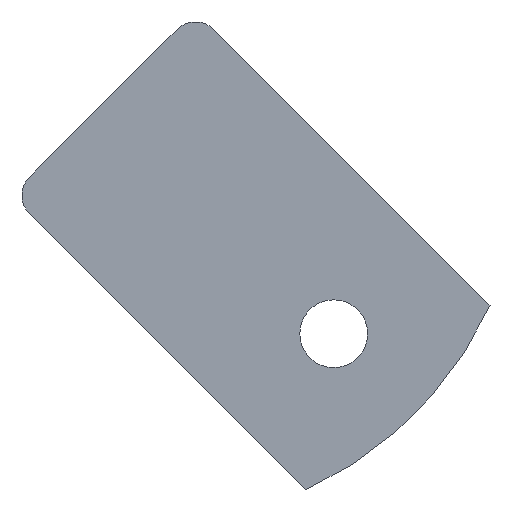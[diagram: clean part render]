
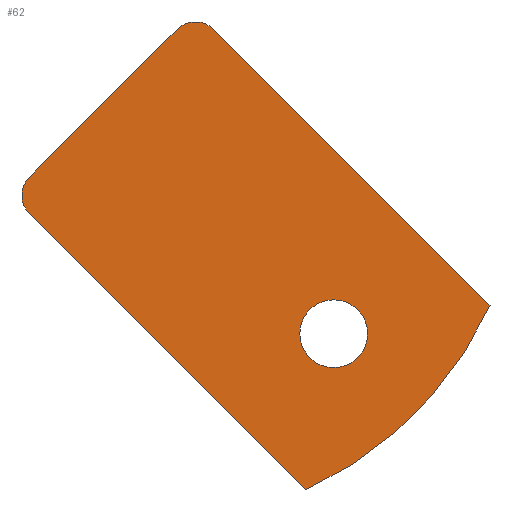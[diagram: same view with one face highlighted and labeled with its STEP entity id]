
A CAD part, front view. The second image highlights one B-rep face of the part: STEP entity #62.
In plain terms, the highlighted planar face has unit normal (0, -1, 0).
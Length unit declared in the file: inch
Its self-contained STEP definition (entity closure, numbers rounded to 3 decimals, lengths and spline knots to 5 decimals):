
#8 = CARTESIAN_POINT ( 'NONE',  ( -0.53033, -0.11811, -0.17678 ) ) ;
#13 = EDGE_CURVE ( 'NONE', #597, #533, #615, .T. ) ;
#16 = DIRECTION ( 'NONE',  ( 0., 1., 0. ) ) ;
#17 = AXIS2_PLACEMENT_3D ( 'NONE', #523, #321, #372 ) ;
#26 = EDGE_CURVE ( 'NONE', #533, #97, #432, .T. ) ;
#34 = ORIENTED_EDGE ( 'NONE', *, *, #13, .F. ) ;
#37 = EDGE_LOOP ( 'NONE', ( #337, #506, #375, #34, #456, #619 ) ) ;
#42 = CIRCLE ( 'NONE', #345, 0.13 ) ;
#51 = CARTESIAN_POINT ( 'NONE',  ( 0., -0.11811, 0. ) ) ;
#54 = DIRECTION ( 'NONE',  ( 0., 0., 1. ) ) ;
#62 = ADVANCED_FACE ( 'NONE', ( #519, #149 ), #414, .F. ) ;
#68 = VERTEX_POINT ( 'NONE', #98 ) ;
#91 = CARTESIAN_POINT ( 'NONE',  ( 0.10607, -0.11811, 0.45962 ) ) ;
#95 = DIRECTION ( 'NONE',  ( 0., 1., 0. ) ) ;
#97 = VERTEX_POINT ( 'NONE', #611 ) ;
#98 = CARTESIAN_POINT ( 'NONE',  ( -0.45962, -0.11811, -0.10607 ) ) ;
#149 = FACE_BOUND ( 'NONE', #398, .T. ) ;
#155 = ORIENTED_EDGE ( 'NONE', *, *, #494, .T. ) ;
#160 = VECTOR ( 'NONE', #208, 39.37008 ) ;
#169 = AXIS2_PLACEMENT_3D ( 'NONE', #374, #521, #54 ) ;
#171 = VERTEX_POINT ( 'NONE', #481 ) ;
#176 = EDGE_CURVE ( 'NONE', #449, #220, #550, .T. ) ;
#186 = AXIS2_PLACEMENT_3D ( 'NONE', #265, #95, #205 ) ;
#205 = DIRECTION ( 'NONE',  ( 0., 0., 1. ) ) ;
#208 = DIRECTION ( 'NONE',  ( -0.707, 0., 0.707 ) ) ;
#213 = DIRECTION ( 'NONE',  ( 0.707, 0., 0.707 ) ) ;
#219 = CARTESIAN_POINT ( 'NONE',  ( 0.70711, -0.11811, -0.70711 ) ) ;
#220 = VERTEX_POINT ( 'NONE', #380 ) ;
#224 = DIRECTION ( 'NONE',  ( 0., 0., 1. ) ) ;
#250 = DIRECTION ( 'NONE',  ( 0., 1., 0. ) ) ;
#260 = AXIS2_PLACEMENT_3D ( 'NONE', #219, #16, #224 ) ;
#265 = CARTESIAN_POINT ( 'NONE',  ( 0., -0.11811, 0. ) ) ;
#270 = EDGE_CURVE ( 'NONE', #171, #431, #649, .T. ) ;
#279 = EDGE_CURVE ( 'NONE', #68, #431, #477, .T. ) ;
#283 = CARTESIAN_POINT ( 'NONE',  ( 0.59944, -0.11811, -1.30655 ) ) ;
#307 = CIRCLE ( 'NONE', #17, 0.1 ) ;
#311 = CARTESIAN_POINT ( 'NONE',  ( 0.17678, -0.11811, 0.53033 ) ) ;
#321 = DIRECTION ( 'NONE',  ( 0., -1., 0. ) ) ;
#337 = ORIENTED_EDGE ( 'NONE', *, *, #279, .F. ) ;
#343 = VECTOR ( 'NONE', #516, 39.37008 ) ;
#345 = AXIS2_PLACEMENT_3D ( 'NONE', #404, #250, #460 ) ;
#363 = LINE ( 'NONE', #311, #343 ) ;
#372 = DIRECTION ( 'NONE',  ( 0., 0., 1. ) ) ;
#374 = CARTESIAN_POINT ( 'NONE',  ( 0.17678, -0.11811, 0.38891 ) ) ;
#375 = ORIENTED_EDGE ( 'NONE', *, *, #26, .F. ) ;
#380 = CARTESIAN_POINT ( 'NONE',  ( 0.70711, -0.11811, -0.83711 ) ) ;
#398 = EDGE_LOOP ( 'NONE', ( #155, #546 ) ) ;
#404 = CARTESIAN_POINT ( 'NONE',  ( 0.70711, -0.11811, -0.70711 ) ) ;
#414 = PLANE ( 'NONE',  #536 ) ;
#431 = VERTEX_POINT ( 'NONE', #91 ) ;
#432 = LINE ( 'NONE', #622, #160 ) ;
#449 = VERTEX_POINT ( 'NONE', #467 ) ;
#456 = ORIENTED_EDGE ( 'NONE', *, *, #605, .F. ) ;
#460 = DIRECTION ( 'NONE',  ( 0., 0., 1. ) ) ;
#467 = CARTESIAN_POINT ( 'NONE',  ( 0.70711, -0.11811, -0.57711 ) ) ;
#468 = CARTESIAN_POINT ( 'NONE',  ( 1.30655, -0.11811, -0.59944 ) ) ;
#474 = DIRECTION ( 'NONE',  ( 0., 0., 1. ) ) ;
#477 = LINE ( 'NONE', #8, #575 ) ;
#481 = CARTESIAN_POINT ( 'NONE',  ( 0.24749, -0.11811, 0.45962 ) ) ;
#494 = EDGE_CURVE ( 'NONE', #220, #449, #42, .T. ) ;
#506 = ORIENTED_EDGE ( 'NONE', *, *, #532, .T. ) ;
#516 = DIRECTION ( 'NONE',  ( 0.707, 0., -0.707 ) ) ;
#519 = FACE_OUTER_BOUND ( 'NONE', #37, .T. ) ;
#521 = DIRECTION ( 'NONE',  ( 0., -1., 0. ) ) ;
#523 = CARTESIAN_POINT ( 'NONE',  ( -0.38891, -0.11811, -0.17678 ) ) ;
#532 = EDGE_CURVE ( 'NONE', #68, #97, #307, .T. ) ;
#533 = VERTEX_POINT ( 'NONE', #283 ) ;
#536 = AXIS2_PLACEMENT_3D ( 'NONE', #51, #607, #474 ) ;
#546 = ORIENTED_EDGE ( 'NONE', *, *, #176, .T. ) ;
#550 = CIRCLE ( 'NONE', #260, 0.13 ) ;
#575 = VECTOR ( 'NONE', #213, 39.37008 ) ;
#597 = VERTEX_POINT ( 'NONE', #468 ) ;
#605 = EDGE_CURVE ( 'NONE', #171, #597, #363, .T. ) ;
#607 = DIRECTION ( 'NONE',  ( 0., 1., 0. ) ) ;
#611 = CARTESIAN_POINT ( 'NONE',  ( -0.45962, -0.11811, -0.24749 ) ) ;
#615 = CIRCLE ( 'NONE', #186, 1.4375 ) ;
#619 = ORIENTED_EDGE ( 'NONE', *, *, #270, .T. ) ;
#622 = CARTESIAN_POINT ( 'NONE',  ( -0.53033, -0.11811, -0.17678 ) ) ;
#649 = CIRCLE ( 'NONE', #169, 0.1 ) ;
